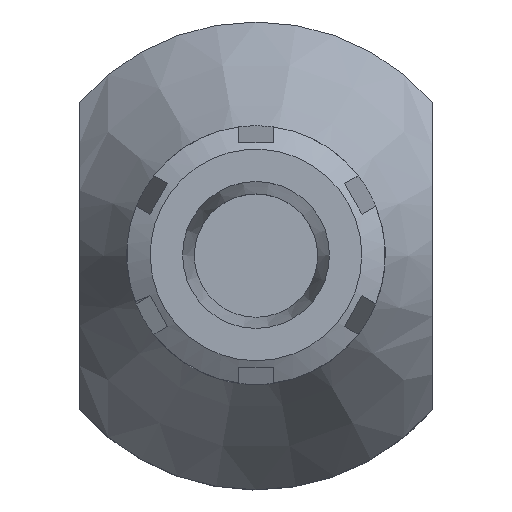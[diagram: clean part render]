
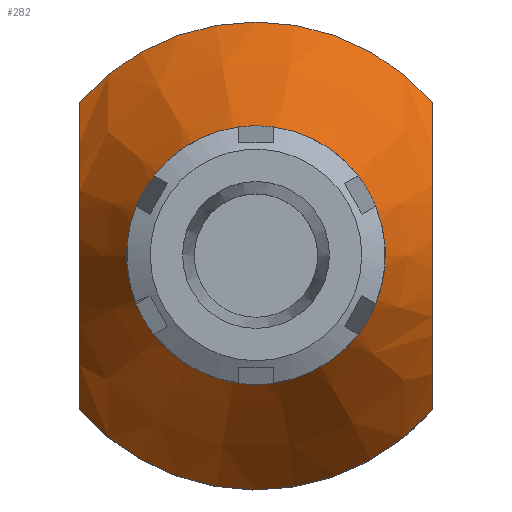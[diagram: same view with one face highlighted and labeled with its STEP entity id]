
A CAD part, top view. The second image highlights one B-rep face of the part: STEP entity #282.
In plain terms, the highlighted conical face has half-angle 30 degrees and reference radius 21.5 mm.
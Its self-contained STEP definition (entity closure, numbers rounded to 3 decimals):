
#65=B_SPLINE_CURVE_WITH_KNOTS('',3,(#1566,#1567,#1568,#1569,#1570,#1571,
#1572,#1573,#1574,#1575,#1576,#1577,#1578,#1579),.UNSPECIFIED.,.F.,.F.,(4,
2,2,2,2,2,4),(0.,0.25,0.375,0.5,0.625,0.75,1.),.UNSPECIFIED.);
#67=B_SPLINE_CURVE_WITH_KNOTS('',3,(#1593,#1594,#1595,#1596,#1597,#1598,
#1599,#1600,#1601,#1602,#1603,#1604,#1605,#1606),.UNSPECIFIED.,.F.,.F.,(4,
2,2,2,2,2,4),(0.,0.25,0.375,0.5,0.625,0.75,1.),.UNSPECIFIED.);
#78=CONICAL_SURFACE('',#1003,21.5,30.);
#282=ADVANCED_FACE('',(#345,#346),#78,.T.);
#345=FACE_BOUND('',#429,.T.);
#346=FACE_BOUND('',#430,.T.);
#429=EDGE_LOOP('',(#652));
#430=EDGE_LOOP('',(#653,#654,#655,#656));
#652=ORIENTED_EDGE('',*,*,#856,.F.);
#653=ORIENTED_EDGE('',*,*,#825,.T.);
#654=ORIENTED_EDGE('',*,*,#855,.F.);
#655=ORIENTED_EDGE('',*,*,#837,.T.);
#656=ORIENTED_EDGE('',*,*,#849,.F.);
#722=VERTEX_POINT('',#1503);
#723=VERTEX_POINT('',#1504);
#733=VERTEX_POINT('',#1540);
#734=VERTEX_POINT('',#1541);
#743=VERTEX_POINT('',#1609);
#825=EDGE_CURVE('',#722,#723,#890,.T.);
#837=EDGE_CURVE('',#733,#734,#894,.T.);
#849=EDGE_CURVE('',#722,#734,#65,.T.);
#855=EDGE_CURVE('',#733,#723,#67,.T.);
#856=EDGE_CURVE('',#743,#743,#898,.T.);
#890=CIRCLE('',#975,19.9);
#894=CIRCLE('',#983,19.9);
#898=CIRCLE('',#995,9.5);
#975=AXIS2_PLACEMENT_3D('',#1502,#1176,#1177);
#983=AXIS2_PLACEMENT_3D('',#1539,#1196,#1197);
#995=AXIS2_PLACEMENT_3D('',#1608,#1231,#1232);
#1003=AXIS2_PLACEMENT_3D('',#1620,#1247,#1248);
#1176=DIRECTION('',(0.,0.,1.));
#1177=DIRECTION('',(-1.,0.,0.));
#1196=DIRECTION('',(0.,0.,1.));
#1197=DIRECTION('',(-1.,0.,0.));
#1231=DIRECTION('',(0.,0.,1.));
#1232=DIRECTION('',(1.,0.,0.));
#1247=DIRECTION('',(0.,0.,-1.));
#1248=DIRECTION('',(-1.,0.,0.));
#1502=CARTESIAN_POINT('',(0.,0.,10.987));
#1503=CARTESIAN_POINT('',(15.,13.077,10.987));
#1504=CARTESIAN_POINT('',(-15.,13.077,10.987));
#1539=CARTESIAN_POINT('',(0.,0.,10.987));
#1540=CARTESIAN_POINT('',(-15.,-13.077,10.987));
#1541=CARTESIAN_POINT('',(15.,-13.077,10.987));
#1566=CARTESIAN_POINT('',(15.,13.077,10.987));
#1567=CARTESIAN_POINT('',(15.,11.327,12.978));
#1568=CARTESIAN_POINT('',(15.,9.475,14.905));
#1569=CARTESIAN_POINT('',(15.,6.273,17.342));
#1570=CARTESIAN_POINT('',(15.,5.149,18.063));
#1571=CARTESIAN_POINT('',(15.,2.681,19.143));
#1572=CARTESIAN_POINT('',(15.,1.348,19.473));
#1573=CARTESIAN_POINT('',(15.,-1.341,19.474));
#1574=CARTESIAN_POINT('',(15.,-2.676,19.143));
#1575=CARTESIAN_POINT('',(15.,-5.118,18.08));
#1576=CARTESIAN_POINT('',(15.,-6.25,17.358));
#1577=CARTESIAN_POINT('',(15.,-9.453,14.925));
#1578=CARTESIAN_POINT('',(15.,-11.313,12.995));
#1579=CARTESIAN_POINT('',(15.,-13.077,10.987));
#1593=CARTESIAN_POINT('',(-15.,-13.077,10.987));
#1594=CARTESIAN_POINT('',(-15.,-11.313,12.995));
#1595=CARTESIAN_POINT('',(-15.,-9.453,14.925));
#1596=CARTESIAN_POINT('',(-15.,-6.25,17.358));
#1597=CARTESIAN_POINT('',(-15.,-5.118,18.08));
#1598=CARTESIAN_POINT('',(-15.,-2.676,19.143));
#1599=CARTESIAN_POINT('',(-15.,-1.341,19.474));
#1600=CARTESIAN_POINT('',(-15.,1.348,19.473));
#1601=CARTESIAN_POINT('',(-15.,2.681,19.143));
#1602=CARTESIAN_POINT('',(-15.,5.149,18.063));
#1603=CARTESIAN_POINT('',(-15.,6.273,17.342));
#1604=CARTESIAN_POINT('',(-15.,9.475,14.905));
#1605=CARTESIAN_POINT('',(-15.,11.327,12.978));
#1606=CARTESIAN_POINT('',(-15.,13.077,10.987));
#1608=CARTESIAN_POINT('',(0.,0.,29.));
#1609=CARTESIAN_POINT('',(9.5,0.,29.));
#1620=CARTESIAN_POINT('',(0.,0.,8.215));
